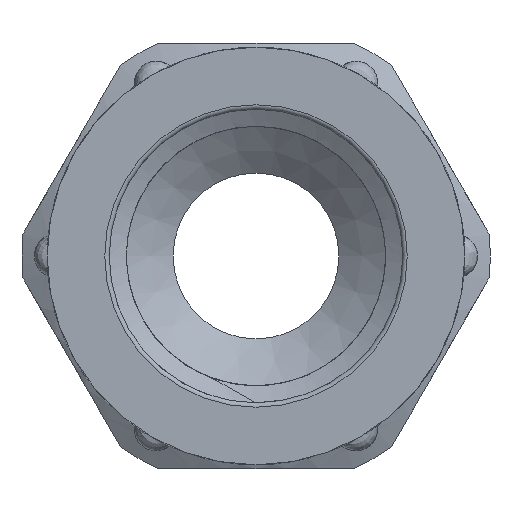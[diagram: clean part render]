
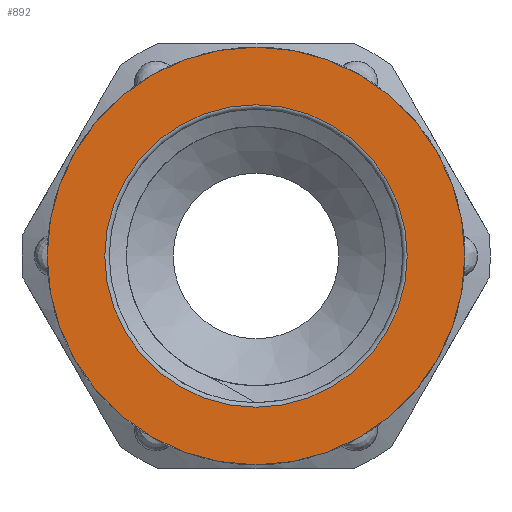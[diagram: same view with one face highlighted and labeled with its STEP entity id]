
A CAD part, left-side view. The second image highlights one B-rep face of the part: STEP entity #892.
In plain terms, the highlighted planar face has unit normal (-1, 0, 0).
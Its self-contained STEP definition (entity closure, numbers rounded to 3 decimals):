
#36=PLANE('',#978);
#47=FACE_BOUND('',#256,.T.);
#197=FACE_OUTER_BOUND('',#255,.T.);
#255=EDGE_LOOP('',(#826));
#256=EDGE_LOOP('',(#827));
#268=CIRCLE('',#916,9.32);
#300=CIRCLE('',#977,6.751);
#384=VERTEX_POINT('',#2096);
#441=VERTEX_POINT('',#4219);
#485=EDGE_CURVE('',#384,#384,#268,.T.);
#572=EDGE_CURVE('',#441,#441,#300,.T.);
#826=ORIENTED_EDGE('',*,*,#485,.F.);
#827=ORIENTED_EDGE('',*,*,#572,.T.);
#892=ADVANCED_FACE('',(#197,#47),#36,.T.);
#916=AXIS2_PLACEMENT_3D('',#2097,#1022,#1023);
#977=AXIS2_PLACEMENT_3D('',#4220,#1171,#1172);
#978=AXIS2_PLACEMENT_3D('',#4221,#1173,#1174);
#1022=DIRECTION('center_axis',(1.,0.,0.));
#1023=DIRECTION('ref_axis',(0.,0.,-1.));
#1171=DIRECTION('center_axis',(1.,0.,0.));
#1172=DIRECTION('ref_axis',(0.,0.,-1.));
#1173=DIRECTION('center_axis',(-1.,0.,0.));
#1174=DIRECTION('ref_axis',(0.,0.,1.));
#2096=CARTESIAN_POINT('',(-23.1,9.32,0.));
#2097=CARTESIAN_POINT('Origin',(-23.1,0.,0.));
#4219=CARTESIAN_POINT('',(-23.1,6.751,0.));
#4220=CARTESIAN_POINT('Origin',(-23.1,0.,0.));
#4221=CARTESIAN_POINT('Origin',(-23.1,9.32,0.));
